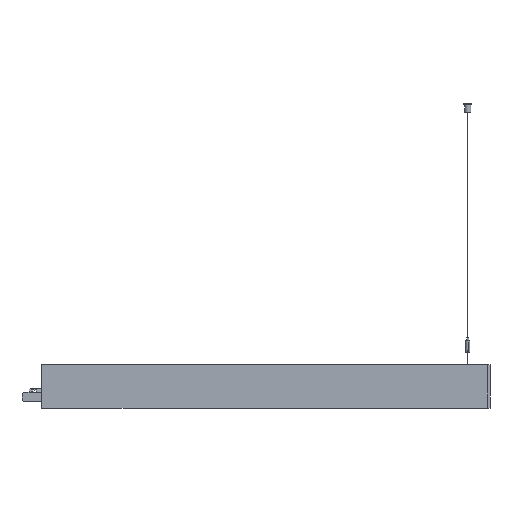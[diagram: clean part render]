
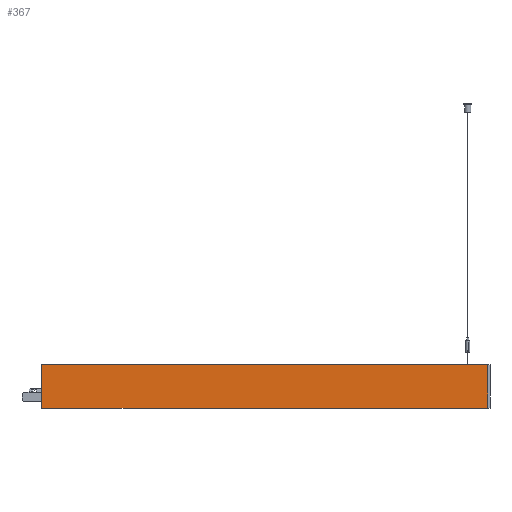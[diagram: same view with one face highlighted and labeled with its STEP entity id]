
A CAD part, front view. The second image highlights one B-rep face of the part: STEP entity #367.
In plain terms, the highlighted planar face has unit normal (0, -1, 0).
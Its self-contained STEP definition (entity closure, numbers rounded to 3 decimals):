
#367=ADVANCED_FACE('',(#649),#517,.F.);
#517=PLANE('',#3306);
#649=FACE_OUTER_BOUND('',#808,.T.);
#808=EDGE_LOOP('',(#1395,#1396,#1397,#1398,#1399));
#1395=ORIENTED_EDGE('',*,*,#2362,.T.);
#1396=ORIENTED_EDGE('',*,*,#2363,.T.);
#1397=ORIENTED_EDGE('',*,*,#2364,.T.);
#1398=ORIENTED_EDGE('',*,*,#2360,.F.);
#1399=ORIENTED_EDGE('',*,*,#2296,.F.);
#1937=VERTEX_POINT('',#4760);
#1938=VERTEX_POINT('',#4762);
#1976=VERTEX_POINT('',#4890);
#1977=VERTEX_POINT('',#4894);
#1978=VERTEX_POINT('',#4896);
#2296=EDGE_CURVE('',#1937,#1938,#2712,.T.);
#2360=EDGE_CURVE('',#1938,#1976,#2764,.T.);
#2362=EDGE_CURVE('',#1937,#1977,#2766,.T.);
#2363=EDGE_CURVE('',#1977,#1978,#2767,.T.);
#2364=EDGE_CURVE('',#1978,#1976,#2768,.T.);
#2712=LINE('',#4761,#3024);
#2764=LINE('',#4889,#3076);
#2766=LINE('',#4893,#3078);
#2767=LINE('',#4895,#3079);
#2768=LINE('',#4897,#3080);
#3024=VECTOR('',#3835,1.);
#3076=VECTOR('',#3963,1.);
#3078=VECTOR('',#3967,1.);
#3079=VECTOR('',#3968,1.);
#3080=VECTOR('',#3969,1.);
#3306=AXIS2_PLACEMENT_3D('',#4898,#3970,#3971);
#3835=DIRECTION('',(0.,0.,1.));
#3963=DIRECTION('',(1.,0.,0.));
#3967=DIRECTION('',(1.,0.,0.));
#3968=DIRECTION('',(0.,0.,1.));
#3969=DIRECTION('',(0.,0.,1.));
#3970=DIRECTION('',(0.,1.,0.));
#3971=DIRECTION('',(0.,0.,-1.));
#4760=CARTESIAN_POINT('',(-561.,-30.,-109.966));
#4761=CARTESIAN_POINT('',(-561.,-30.,-109.666));
#4762=CARTESIAN_POINT('',(-561.,-30.,0.034));
#4889=CARTESIAN_POINT('',(-561.,-30.,0.034));
#4890=CARTESIAN_POINT('',(561.,-30.,0.034));
#4893=CARTESIAN_POINT('',(-561.,-30.,-109.966));
#4894=CARTESIAN_POINT('',(561.,-30.,-109.966));
#4895=CARTESIAN_POINT('',(561.,-30.,-109.666));
#4896=CARTESIAN_POINT('',(561.,-30.,0.));
#4897=CARTESIAN_POINT('',(561.,-30.,-109.666));
#4898=CARTESIAN_POINT('',(-561.,-30.,-109.666));
